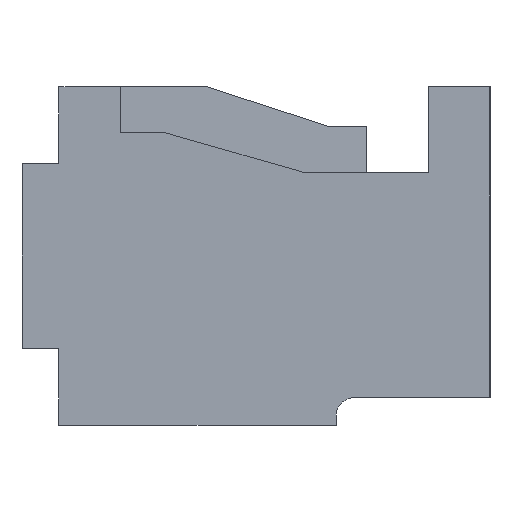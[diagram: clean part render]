
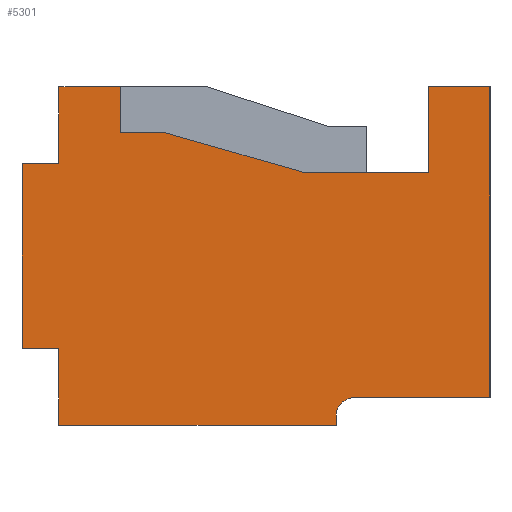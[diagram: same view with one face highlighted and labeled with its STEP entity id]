
A CAD part, left-side view. The second image highlights one B-rep face of the part: STEP entity #5301.
In plain terms, the highlighted planar face has unit normal (-1, 0, 0).
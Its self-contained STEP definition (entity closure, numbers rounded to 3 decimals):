
#13=DIRECTION('',(0.,-1.,0.));
#14=VECTOR('',#13,2.25);
#15=CARTESIAN_POINT('',(-6.2,1.6,-1.375));
#16=LINE('',#15,#14);
#17=DIRECTION('',(0.,0.,1.));
#18=VECTOR('',#17,0.075);
#19=CARTESIAN_POINT('',(-6.2,-0.65,-1.375));
#20=LINE('',#19,#18);
#21=DIRECTION('',(0.,0.,1.));
#22=VECTOR('',#21,0.625);
#23=CARTESIAN_POINT('',(-6.2,1.6,-1.375));
#24=LINE('',#23,#22);
#25=DIRECTION('',(0.,-1.,0.));
#26=VECTOR('',#25,0.3);
#27=CARTESIAN_POINT('',(-6.2,1.9,-0.75));
#28=LINE('',#27,#26);
#29=DIRECTION('',(0.,0.,1.));
#30=VECTOR('',#29,1.5);
#31=CARTESIAN_POINT('',(-6.2,1.9,-0.75));
#32=LINE('',#31,#30);
#33=DIRECTION('',(0.,-1.,0.));
#34=VECTOR('',#33,0.3);
#35=CARTESIAN_POINT('',(-6.2,1.9,0.75));
#36=LINE('',#35,#34);
#37=DIRECTION('',(0.,0.,-1.));
#38=VECTOR('',#37,0.625);
#39=CARTESIAN_POINT('',(-6.2,1.6,1.375));
#40=LINE('',#39,#38);
#41=DIRECTION('',(0.,0.,-1.));
#42=VECTOR('',#41,0.375);
#43=CARTESIAN_POINT('',(-6.2,1.1,1.375));
#44=LINE('',#43,#42);
#45=DIRECTION('',(0.,1.,0.));
#46=VECTOR('',#45,0.367);
#47=CARTESIAN_POINT('',(-6.2,0.733,1.));
#48=LINE('',#47,#46);
#49=DIRECTION('',(0.,0.961,0.276));
#50=VECTOR('',#49,1.179);
#51=CARTESIAN_POINT('',(-6.2,-0.4,0.675));
#52=LINE('',#51,#50);
#53=DIRECTION('',(0.,1.,0.));
#54=VECTOR('',#53,1.);
#55=CARTESIAN_POINT('',(-6.2,-1.4,0.675));
#56=LINE('',#55,#54);
#57=DIRECTION('',(0.,0.,-1.));
#58=VECTOR('',#57,0.7);
#59=CARTESIAN_POINT('',(-6.2,-1.4,1.375));
#60=LINE('',#59,#58);
#61=DIRECTION('',(0.,1.,0.));
#62=VECTOR('',#61,1.1);
#63=CARTESIAN_POINT('',(-6.2,-1.9,-1.15));
#64=LINE('',#63,#62);
#65=CARTESIAN_POINT('',(-6.2,-0.8,-1.3));
#66=DIRECTION('',(1.,0.,0.));
#67=DIRECTION('',(0.,1.,0.));
#68=AXIS2_PLACEMENT_3D('',#65,#66,#67);
#1053=DIRECTION('',(0.,0.,1.));
#1054=VECTOR('',#1053,2.525);
#1055=CARTESIAN_POINT('',(-6.2,-1.9,-1.15));
#1056=LINE('',#1055,#1054);
#1137=DIRECTION('',(0.,-1.,0.));
#1138=VECTOR('',#1137,0.5);
#1139=CARTESIAN_POINT('',(-6.2,1.6,1.375));
#1140=LINE('',#1139,#1138);
#1333=DIRECTION('',(0.,-1.,0.));
#1334=VECTOR('',#1333,0.5);
#1335=CARTESIAN_POINT('',(-6.2,-1.4,1.375));
#1336=LINE('',#1335,#1334);
#3939=CARTESIAN_POINT('',(-6.2,-1.9,1.375));
#3941=VERTEX_POINT('',#3939);
#3943=CARTESIAN_POINT('',(-6.2,1.6,-1.375));
#3945=VERTEX_POINT('',#3943);
#3947=CARTESIAN_POINT('',(-6.2,1.6,1.375));
#3949=VERTEX_POINT('',#3947);
#3951=CARTESIAN_POINT('',(-6.2,1.6,0.75));
#3952=VERTEX_POINT('',#3951);
#3953=CARTESIAN_POINT('',(-6.2,1.9,0.75));
#3954=VERTEX_POINT('',#3953);
#3955=CARTESIAN_POINT('',(-6.2,1.9,-0.75));
#3956=CARTESIAN_POINT('',(-6.2,1.6,-0.75));
#3957=VERTEX_POINT('',#3955);
#3958=VERTEX_POINT('',#3956);
#4039=CARTESIAN_POINT('',(-6.2,-1.4,1.375));
#4040=CARTESIAN_POINT('',(-6.2,-1.4,0.675));
#4041=VERTEX_POINT('',#4039);
#4042=VERTEX_POINT('',#4040);
#4043=CARTESIAN_POINT('',(-6.2,-0.4,0.675));
#4044=VERTEX_POINT('',#4043);
#4045=CARTESIAN_POINT('',(-6.2,0.733,1.));
#4046=VERTEX_POINT('',#4045);
#4047=CARTESIAN_POINT('',(-6.2,1.1,1.));
#4048=VERTEX_POINT('',#4047);
#4049=CARTESIAN_POINT('',(-6.2,1.1,1.375));
#4050=VERTEX_POINT('',#4049);
#4999=CARTESIAN_POINT('',(-6.2,-0.65,-1.375));
#5001=VERTEX_POINT('',#4999);
#5003=CARTESIAN_POINT('',(-6.2,-0.65,-1.3));
#5004=VERTEX_POINT('',#5003);
#5005=CARTESIAN_POINT('',(-6.2,-0.8,-1.15));
#5006=VERTEX_POINT('',#5005);
#5007=CARTESIAN_POINT('',(-6.2,-1.9,-1.15));
#5008=VERTEX_POINT('',#5007);
#5262=CARTESIAN_POINT('',(-6.2,1.9,-1.375));
#5263=DIRECTION('',(-1.,0.,0.));
#5264=DIRECTION('',(0.,-1.,0.));
#5265=AXIS2_PLACEMENT_3D('',#5262,#5263,#5264);
#5266=PLANE('',#5265);
#5267=ORIENTED_EDGE('',*,*,#5253,.F.);
#5268=ORIENTED_EDGE('',*,*,#5242,.F.);
#5270=ORIENTED_EDGE('',*,*,#5269,.T.);
#5272=ORIENTED_EDGE('',*,*,#5271,.F.);
#5274=ORIENTED_EDGE('',*,*,#5273,.T.);
#5276=ORIENTED_EDGE('',*,*,#5275,.T.);
#5278=ORIENTED_EDGE('',*,*,#5277,.F.);
#5280=ORIENTED_EDGE('',*,*,#5279,.T.);
#5282=ORIENTED_EDGE('',*,*,#5281,.T.);
#5284=ORIENTED_EDGE('',*,*,#5283,.F.);
#5286=ORIENTED_EDGE('',*,*,#5285,.F.);
#5288=ORIENTED_EDGE('',*,*,#5287,.F.);
#5290=ORIENTED_EDGE('',*,*,#5289,.F.);
#5292=ORIENTED_EDGE('',*,*,#5291,.T.);
#5294=ORIENTED_EDGE('',*,*,#5293,.F.);
#5296=ORIENTED_EDGE('',*,*,#5295,.T.);
#5298=ORIENTED_EDGE('',*,*,#5297,.F.);
#5299=EDGE_LOOP('',(#5267,#5268,#5270,#5272,#5274,#5276,#5278,#5280,#5282,#5284,
#5286,#5288,#5290,#5292,#5294,#5296,#5298));
#5300=FACE_OUTER_BOUND('',#5299,.F.);
#5301=ADVANCED_FACE('',(#5300),#5266,.T.);
#69=CIRCLE('',#68,0.15);
#5242=EDGE_CURVE('',#3945,#5001,#16,.T.);
#5253=EDGE_CURVE('',#5001,#5004,#20,.T.);
#5269=EDGE_CURVE('',#3945,#3958,#24,.T.);
#5271=EDGE_CURVE('',#3957,#3958,#28,.T.);
#5273=EDGE_CURVE('',#3957,#3954,#32,.T.);
#5275=EDGE_CURVE('',#3954,#3952,#36,.T.);
#5277=EDGE_CURVE('',#3949,#3952,#40,.T.);
#5279=EDGE_CURVE('',#3949,#4050,#1140,.T.);
#5281=EDGE_CURVE('',#4050,#4048,#44,.T.);
#5283=EDGE_CURVE('',#4046,#4048,#48,.T.);
#5285=EDGE_CURVE('',#4044,#4046,#52,.T.);
#5287=EDGE_CURVE('',#4042,#4044,#56,.T.);
#5289=EDGE_CURVE('',#4041,#4042,#60,.T.);
#5291=EDGE_CURVE('',#4041,#3941,#1336,.T.);
#5293=EDGE_CURVE('',#5008,#3941,#1056,.T.);
#5295=EDGE_CURVE('',#5008,#5006,#64,.T.);
#5297=EDGE_CURVE('',#5004,#5006,#69,.T.);
